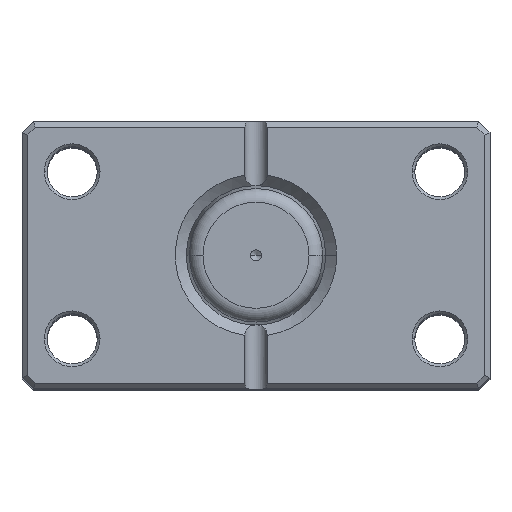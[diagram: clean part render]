
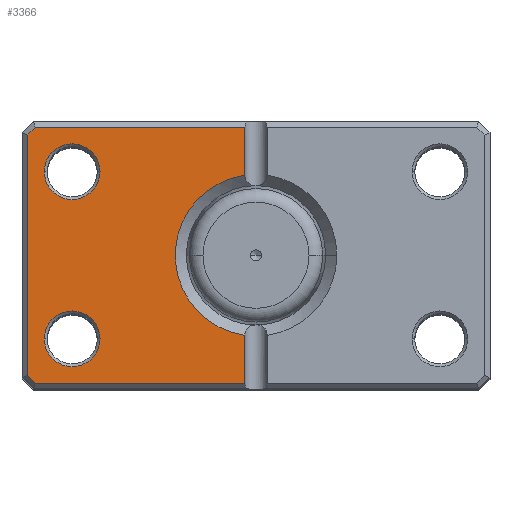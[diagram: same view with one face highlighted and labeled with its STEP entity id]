
A CAD part, top view. The second image highlights one B-rep face of the part: STEP entity #3366.
In plain terms, the highlighted face is planar.
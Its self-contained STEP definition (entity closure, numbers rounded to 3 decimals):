
#17 = EDGE_CURVE ( 'NONE', #38, #4037, #4209, .T. ) ;
#31 = VECTOR ( 'NONE', #3224, 1000. ) ;
#38 = VERTEX_POINT ( 'NONE', #4479 ) ;
#79 = CARTESIAN_POINT ( 'NONE',  ( 28., -15., 0. ) ) ;
#98 = LINE ( 'NONE', #1178, #3938 ) ;
#136 = DIRECTION ( 'NONE',  ( 1., 0., 0. ) ) ;
#169 = DIRECTION ( 'NONE',  ( 0., 0., 1. ) ) ;
#275 = ORIENTED_EDGE ( 'NONE', *, *, #4678, .T. ) ;
#317 = LINE ( 'NONE', #540, #3873 ) ;
#403 = CIRCLE ( 'NONE', #5765, 5. ) ;
#493 = DIRECTION ( 'NONE',  ( -1., 0., 0. ) ) ;
#540 = CARTESIAN_POINT ( 'NONE',  ( 31.293, -31.293, 0. ) ) ;
#579 = CARTESIAN_POINT ( 'NONE',  ( 38., -15., 0. ) ) ;
#695 = CARTESIAN_POINT ( 'NONE',  ( 28., 15., 0. ) ) ;
#928 = EDGE_LOOP ( 'NONE', ( #3966, #4937 ) ) ;
#951 = CARTESIAN_POINT ( 'NONE',  ( 31.293, 31.293, 0. ) ) ;
#1005 = DIRECTION ( 'NONE',  ( 0., 0., 1. ) ) ;
#1058 = FACE_BOUND ( 'NONE', #928, .T. ) ;
#1125 = VECTOR ( 'NONE', #493, 1000. ) ;
#1178 = CARTESIAN_POINT ( 'NONE',  ( 2., 24., 0. ) ) ;
#1184 = EDGE_LOOP ( 'NONE', ( #1460, #3710, #5102, #2484, #2784, #2623, #1724, #275 ) ) ;
#1217 = VERTEX_POINT ( 'NONE', #2825 ) ;
#1267 = AXIS2_PLACEMENT_3D ( 'NONE', #3732, #1005, #4173 ) ;
#1285 = CARTESIAN_POINT ( 'NONE',  ( 39.586, -23., 0. ) ) ;
#1305 = VERTEX_POINT ( 'NONE', #79 ) ;
#1436 = CARTESIAN_POINT ( 'NONE',  ( 33., -15., 0. ) ) ;
#1460 = ORIENTED_EDGE ( 'NONE', *, *, #4620, .T. ) ;
#1526 = EDGE_CURVE ( 'NONE', #5622, #1645, #1931, .T. ) ;
#1549 = EDGE_CURVE ( 'NONE', #3979, #3354, #2963, .T. ) ;
#1589 = PLANE ( 'NONE',  #2326 ) ;
#1645 = VERTEX_POINT ( 'NONE', #3245 ) ;
#1724 = ORIENTED_EDGE ( 'NONE', *, *, #3248, .T. ) ;
#1786 = VECTOR ( 'NONE', #3635, 1000. ) ;
#1874 = VERTEX_POINT ( 'NONE', #2453 ) ;
#1893 = DIRECTION ( 'NONE',  ( 1., 0., 0. ) ) ;
#1931 = CIRCLE ( 'NONE', #4746, 5. ) ;
#1962 = VERTEX_POINT ( 'NONE', #1285 ) ;
#2255 = EDGE_CURVE ( 'NONE', #4037, #3921, #4553, .T. ) ;
#2260 = CARTESIAN_POINT ( 'NONE',  ( 41., 0., 0. ) ) ;
#2326 = AXIS2_PLACEMENT_3D ( 'NONE', #4295, #2932, #136 ) ;
#2390 = EDGE_CURVE ( 'NONE', #2571, #1305, #403, .T. ) ;
#2453 = CARTESIAN_POINT ( 'NONE',  ( 2., -23., 0. ) ) ;
#2484 = ORIENTED_EDGE ( 'NONE', *, *, #3660, .T. ) ;
#2571 = VERTEX_POINT ( 'NONE', #579 ) ;
#2623 = ORIENTED_EDGE ( 'NONE', *, *, #1549, .T. ) ;
#2715 = CARTESIAN_POINT ( 'NONE',  ( 33., 15., 0. ) ) ;
#2784 = ORIENTED_EDGE ( 'NONE', *, *, #3840, .T. ) ;
#2825 = CARTESIAN_POINT ( 'NONE',  ( 39.586, 23., 0. ) ) ;
#2906 = EDGE_LOOP ( 'NONE', ( #5894, #4795 ) ) ;
#2932 = DIRECTION ( 'NONE',  ( 0., 0., 1. ) ) ;
#2963 = LINE ( 'NONE', #2260, #1786 ) ;
#2966 = CARTESIAN_POINT ( 'NONE',  ( 33., -15., 0. ) ) ;
#3176 = DIRECTION ( 'NONE',  ( 1., 0., 0. ) ) ;
#3224 = DIRECTION ( 'NONE',  ( 0.707, -0.707, 0. ) ) ;
#3245 = CARTESIAN_POINT ( 'NONE',  ( 38., 15., 0. ) ) ;
#3248 = EDGE_CURVE ( 'NONE', #3354, #1962, #317, .T. ) ;
#3256 = VECTOR ( 'NONE', #5454, 1000. ) ;
#3287 = CARTESIAN_POINT ( 'NONE',  ( 0., -23., 0. ) ) ;
#3311 = CARTESIAN_POINT ( 'NONE',  ( 0., 0., 0. ) ) ;
#3323 = DIRECTION ( 'NONE',  ( -0.707, -0.707, 0. ) ) ;
#3329 = VECTOR ( 'NONE', #4976, 1000. ) ;
#3351 = AXIS2_PLACEMENT_3D ( 'NONE', #2966, #169, #3437 ) ;
#3354 = VERTEX_POINT ( 'NONE', #5237 ) ;
#3366 = ADVANCED_FACE ( 'NONE', ( #1058, #5792, #4550 ), #1589, .F. ) ;
#3409 = CIRCLE ( 'NONE', #3351, 5. ) ;
#3437 = DIRECTION ( 'NONE',  ( 1., 0., 0. ) ) ;
#3471 = AXIS2_PLACEMENT_3D ( 'NONE', #3311, #5842, #5629 ) ;
#3517 = LINE ( 'NONE', #3287, #1125 ) ;
#3559 = CARTESIAN_POINT ( 'NONE',  ( 0., 23., 0. ) ) ;
#3635 = DIRECTION ( 'NONE',  ( 0., -1., 0. ) ) ;
#3660 = EDGE_CURVE ( 'NONE', #3921, #1217, #4461, .T. ) ;
#3710 = ORIENTED_EDGE ( 'NONE', *, *, #17, .T. ) ;
#3732 = CARTESIAN_POINT ( 'NONE',  ( 33., 15., 0. ) ) ;
#3749 = LINE ( 'NONE', #951, #31 ) ;
#3840 = EDGE_CURVE ( 'NONE', #1217, #3979, #3749, .T. ) ;
#3873 = VECTOR ( 'NONE', #3323, 1000. ) ;
#3921 = VERTEX_POINT ( 'NONE', #5135 ) ;
#3938 = VECTOR ( 'NONE', #5740, 1000. ) ;
#3966 = ORIENTED_EDGE ( 'NONE', *, *, #5540, .T. ) ;
#3979 = VERTEX_POINT ( 'NONE', #5748 ) ;
#4037 = VERTEX_POINT ( 'NONE', #4367 ) ;
#4173 = DIRECTION ( 'NONE',  ( 1., 0., 0. ) ) ;
#4209 = CIRCLE ( 'NONE', #3471, 14.5 ) ;
#4295 = CARTESIAN_POINT ( 'NONE',  ( 0., 0., 0. ) ) ;
#4367 = CARTESIAN_POINT ( 'NONE',  ( 2., 14.361, 0. ) ) ;
#4410 = EDGE_CURVE ( 'NONE', #1645, #5622, #5140, .T. ) ;
#4461 = LINE ( 'NONE', #3559, #3256 ) ;
#4479 = CARTESIAN_POINT ( 'NONE',  ( 2., -14.361, 0. ) ) ;
#4528 = CARTESIAN_POINT ( 'NONE',  ( 2., 24., 0. ) ) ;
#4550 = FACE_OUTER_BOUND ( 'NONE', #1184, .T. ) ;
#4553 = LINE ( 'NONE', #4528, #3329 ) ;
#4613 = DIRECTION ( 'NONE',  ( 0., 0., 1. ) ) ;
#4620 = EDGE_CURVE ( 'NONE', #1874, #38, #98, .T. ) ;
#4678 = EDGE_CURVE ( 'NONE', #1962, #1874, #3517, .T. ) ;
#4746 = AXIS2_PLACEMENT_3D ( 'NONE', #2715, #5966, #3176 ) ;
#4795 = ORIENTED_EDGE ( 'NONE', *, *, #4410, .T. ) ;
#4937 = ORIENTED_EDGE ( 'NONE', *, *, #2390, .T. ) ;
#4976 = DIRECTION ( 'NONE',  ( 0., 1., 0. ) ) ;
#5102 = ORIENTED_EDGE ( 'NONE', *, *, #2255, .T. ) ;
#5135 = CARTESIAN_POINT ( 'NONE',  ( 2., 23., 0. ) ) ;
#5140 = CIRCLE ( 'NONE', #1267, 5. ) ;
#5237 = CARTESIAN_POINT ( 'NONE',  ( 41., -21.586, 0. ) ) ;
#5454 = DIRECTION ( 'NONE',  ( 1., 0., 0. ) ) ;
#5540 = EDGE_CURVE ( 'NONE', #1305, #2571, #3409, .T. ) ;
#5622 = VERTEX_POINT ( 'NONE', #695 ) ;
#5629 = DIRECTION ( 'NONE',  ( 1., 0., 0. ) ) ;
#5740 = DIRECTION ( 'NONE',  ( 0., 1., 0. ) ) ;
#5748 = CARTESIAN_POINT ( 'NONE',  ( 41., 21.586, 0. ) ) ;
#5765 = AXIS2_PLACEMENT_3D ( 'NONE', #1436, #4613, #1893 ) ;
#5792 = FACE_BOUND ( 'NONE', #2906, .T. ) ;
#5842 = DIRECTION ( 'NONE',  ( 0., 0., 1. ) ) ;
#5894 = ORIENTED_EDGE ( 'NONE', *, *, #1526, .T. ) ;
#5966 = DIRECTION ( 'NONE',  ( 0., 0., 1. ) ) ;
